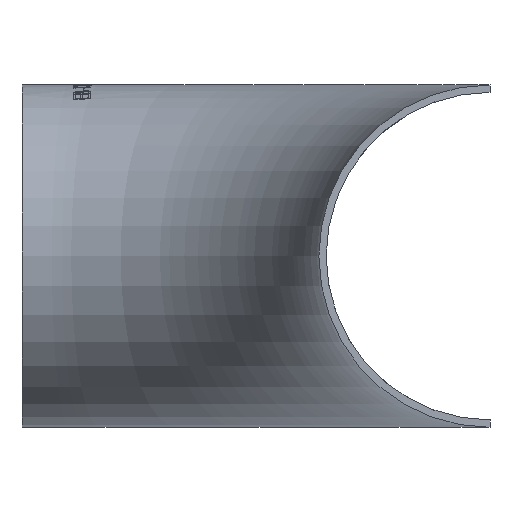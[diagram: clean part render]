
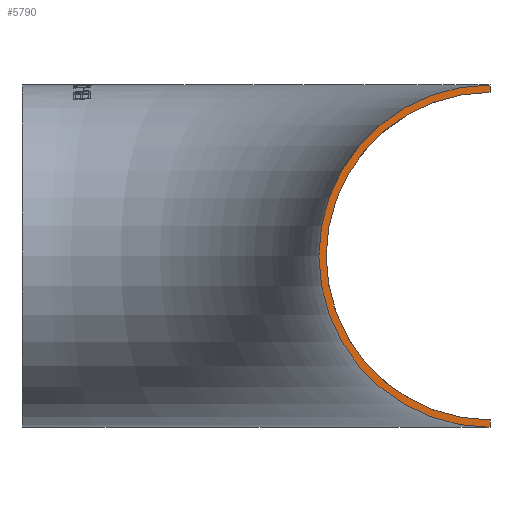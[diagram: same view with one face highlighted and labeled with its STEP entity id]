
A CAD part, left-side view. The second image highlights one B-rep face of the part: STEP entity #5790.
In plain terms, the highlighted planar face has unit normal (-1, 0, 0).
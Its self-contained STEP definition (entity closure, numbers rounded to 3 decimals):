
#725 = FACE_OUTER_BOUND ( 'NONE', #9424, .T. ) ;
#1514 = ORIENTED_EDGE ( 'NONE', *, *, #7013, .F. ) ;
#1808 = DIRECTION ( 'NONE',  ( 1., 0., 0. ) ) ;
#1877 = CARTESIAN_POINT ( 'NONE',  ( 0., 0., -66.85 ) ) ;
#2293 = DIRECTION ( 'NONE',  ( 1., 0., 0. ) ) ;
#2436 = PLANE ( 'NONE',  #10259 ) ;
#2450 = EDGE_CURVE ( 'NONE', #3682, #10288, #4990, .T. ) ;
#2785 = CARTESIAN_POINT ( 'NONE',  ( 0., 0., 481.181 ) ) ;
#3546 = VECTOR ( 'NONE', #6890, 1000. ) ;
#3682 = VERTEX_POINT ( 'NONE', #1877 ) ;
#3921 = CARTESIAN_POINT ( 'NONE',  ( 0., 0., 69.85 ) ) ;
#4010 = VERTEX_POINT ( 'NONE', #6794 ) ;
#4107 = DIRECTION ( 'NONE',  ( 1., 0., 0. ) ) ;
#4295 = CARTESIAN_POINT ( 'NONE',  ( 0., 0., -481.181 ) ) ;
#4412 = DIRECTION ( 'NONE',  ( 0., 0., -1. ) ) ;
#4746 = ORIENTED_EDGE ( 'NONE', *, *, #2450, .T. ) ;
#4990 = CIRCLE ( 'NONE', #10196, 66.85 ) ;
#5297 = LINE ( 'NONE', #4295, #3546 ) ;
#5355 = DIRECTION ( 'NONE',  ( 0., 0., -1. ) ) ;
#5790 = ADVANCED_FACE ( 'NONE', ( #725 ), #2436, .F. ) ;
#5832 = CARTESIAN_POINT ( 'NONE',  ( 0., 0., 0. ) ) ;
#6110 = LINE ( 'NONE', #2785, #8131 ) ;
#6550 = DIRECTION ( 'NONE',  ( 0., 0., -1. ) ) ;
#6598 = CARTESIAN_POINT ( 'NONE',  ( 0., 0., 66.85 ) ) ;
#6703 = DIRECTION ( 'NONE',  ( 0., 0., -1. ) ) ;
#6761 = ORIENTED_EDGE ( 'NONE', *, *, #8343, .F. ) ;
#6794 = CARTESIAN_POINT ( 'NONE',  ( 0., 0., -69.85 ) ) ;
#6890 = DIRECTION ( 'NONE',  ( 0., 0., 1. ) ) ;
#7001 = VERTEX_POINT ( 'NONE', #3921 ) ;
#7013 = EDGE_CURVE ( 'NONE', #4010, #7001, #10904, .T. ) ;
#7548 = ORIENTED_EDGE ( 'NONE', *, *, #8763, .T. ) ;
#8131 = VECTOR ( 'NONE', #5355, 1000. ) ;
#8343 = EDGE_CURVE ( 'NONE', #7001, #10288, #6110, .T. ) ;
#8382 = CARTESIAN_POINT ( 'NONE',  ( 0., 0., 0. ) ) ;
#8763 = EDGE_CURVE ( 'NONE', #4010, #3682, #5297, .T. ) ;
#9424 = EDGE_LOOP ( 'NONE', ( #6761, #1514, #7548, #4746 ) ) ;
#10196 = AXIS2_PLACEMENT_3D ( 'NONE', #10351, #1808, #4412 ) ;
#10259 = AXIS2_PLACEMENT_3D ( 'NONE', #5832, #2293, #6550 ) ;
#10288 = VERTEX_POINT ( 'NONE', #6598 ) ;
#10351 = CARTESIAN_POINT ( 'NONE',  ( 0., 0., 0. ) ) ;
#10632 = AXIS2_PLACEMENT_3D ( 'NONE', #8382, #4107, #6703 ) ;
#10904 = CIRCLE ( 'NONE', #10632, 69.85 ) ;
